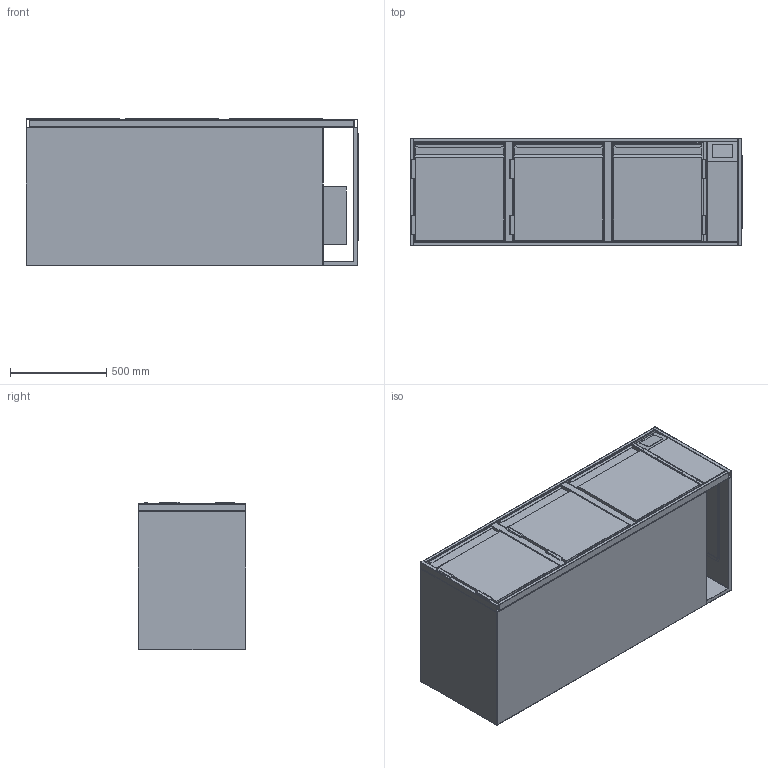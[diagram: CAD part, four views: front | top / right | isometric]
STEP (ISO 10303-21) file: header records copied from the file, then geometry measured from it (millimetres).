
FILE_DESCRIPTION (( 'STEP AP203' ), '1' );
FILE_NAME ('G-BKZ-3-56-R-3T.step', '2024-02-26T13:40:47', ( '' ), ( '' ), 'SwSTEP 2.0', 'SolidWorks 2023', '' );
FILE_SCHEMA (( 'CONFIG_CONTROL_DESIGN' ));
Length unit declared in the file: millimetre
Products named in the file (10): 20-03-43319_G-BK-Einbauelement-Tür-475-760-560-L; G-BKZ-3-56-R-3T; 24-02-55011_G-KT-Fach-Z-R-180-760-560; 18-06-35404_TUER-460-505-L; 21-01-47565_G-KT-FRR-560-1725--1545B-180; 24-02-55012_G-KT-Korpus-1545-760-560-R; 20-03-43331_G-KT-Auflage-475-760-ohne-Rost; 20-03-43318_G-KT-Rahmen-Tür-475-560; 20-03-43319_G-BK-Einbauelement-Tür-475-760-560-R; 18-06-35404_TUER-460-505-R
Assembly tree (18 placements, depth 3):
  G-BKZ-3-56-R-3T
    24-02-55012_G-KT-Korpus-1545-760-560-R
    21-01-47565_G-KT-FRR-560-1725--1545B-180
    24-02-55011_G-KT-Fach-Z-R-180-760-560
    20-03-43319_G-BK-Einbauelement-Tür-475-760-560-L  x2
      20-03-43318_G-KT-Rahmen-Tür-475-560
      18-06-35404_TUER-460-505-L
      20-03-43331_G-KT-Auflage-475-760-ohne-Rost
    20-03-43319_G-BK-Einbauelement-Tür-475-760-560-R
      20-03-43318_G-KT-Rahmen-Tür-475-560
      18-06-35404_TUER-460-505-R
      20-03-43331_G-KT-Auflage-475-760-ohne-Rost  x4
Bounding box: 1726 x 560 x 767.5 mm (x, y, z)
Volume: 192991360.5 mm3; surface area: 16173708.2 mm2
Topology: 41 solids, 41 shells, 1147 faces, 2693 edges, 1602 vertices
Faces by surface type: plane 667, cylinder 365, torus 48, sphere 46, bspline 21
Entity records: 19458 total; most frequent: CARTESIAN_POINT 3622, DIRECTION 3108, ORIENTED_EDGE 2960, EDGE_CURVE 1480, AXIS2_PLACEMENT_3D 1078, LINE 952, VECTOR 952, VERTEX_POINT 908
